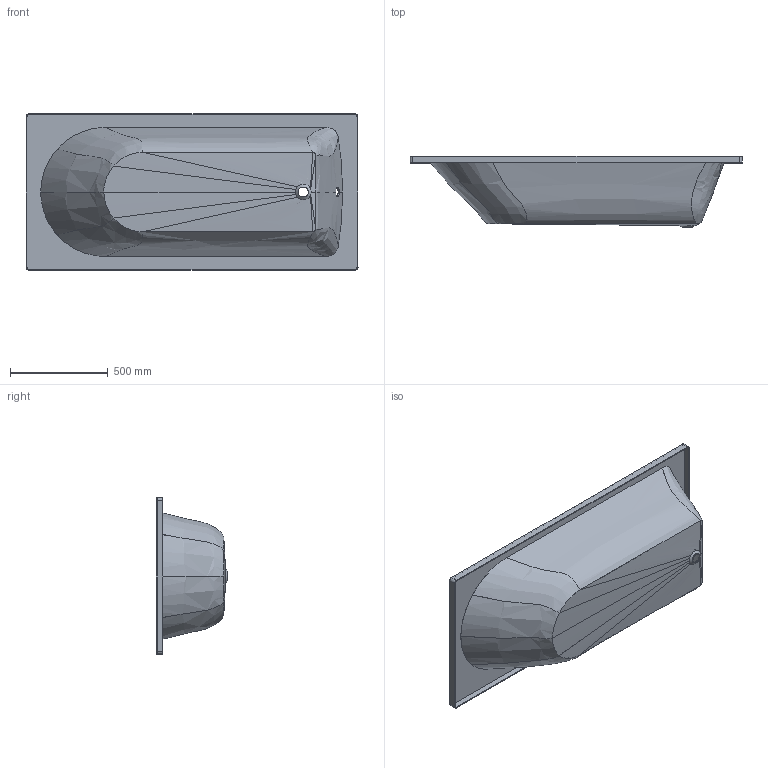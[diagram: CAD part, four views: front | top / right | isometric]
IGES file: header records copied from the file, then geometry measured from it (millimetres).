
Global section: file name: R44 Reuse 170cm x 80cm; native system: AutoCAD 2016 - English; preprocessor: Autodesk Translation Framework DWG producer (atf_dwg_producer); organization: unknown; date: 20170503.143921; units: millimetre
Bounding box: 1700 x 367 x 799.96 mm (x, y, z)
Volume: 13111090.6 mm3; surface area: 4643609.1 mm2
Topology: 2 solids, 2 shells, 72 faces, 200 edges, 130 vertices
Faces by surface type: bspline 72
